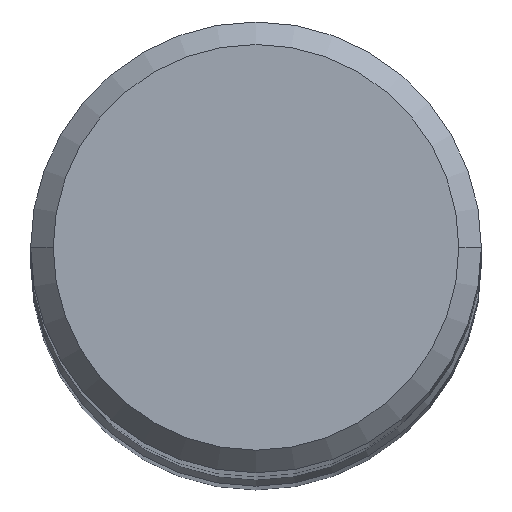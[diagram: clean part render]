
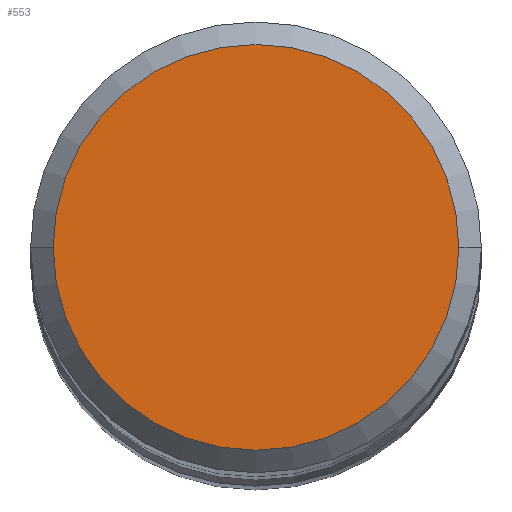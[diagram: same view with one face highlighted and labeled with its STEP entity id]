
A CAD part, top view. The second image highlights one B-rep face of the part: STEP entity #553.
In plain terms, the highlighted planar face has unit normal (0, 0, 1).
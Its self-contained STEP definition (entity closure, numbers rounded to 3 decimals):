
#220=CARTESIAN_POINT('',(0.,0.,36.));
#221=DIRECTION('',(0.,0.,1.));
#222=DIRECTION('',(-1.,0.,0.));
#223=AXIS2_PLACEMENT_3D('',#220,#221,#222);
#228=CARTESIAN_POINT('',(0.,0.,36.));
#229=DIRECTION('',(0.,0.,-1.));
#230=DIRECTION('',(-1.,0.,0.));
#231=AXIS2_PLACEMENT_3D('',#228,#229,#230);
#258=CARTESIAN_POINT('',(-3.15,0.,36.));
#259=VERTEX_POINT('',#258);
#268=CARTESIAN_POINT('',(3.15,0.,36.));
#269=VERTEX_POINT('',#268);
#544=CARTESIAN_POINT('',(0.,0.,36.));
#545=DIRECTION('',(0.,0.,-1.));
#546=DIRECTION('',(1.,0.,0.));
#547=AXIS2_PLACEMENT_3D('',#544,#545,#546);
#548=PLANE('',#547);
#549=ORIENTED_EDGE('',*,*,#530,.F.);
#550=ORIENTED_EDGE('',*,*,#512,.T.);
#551=EDGE_LOOP('',(#549,#550));
#552=FACE_OUTER_BOUND('',#551,.F.);
#553=ADVANCED_FACE('',(#552),#548,.F.);
#224=CIRCLE('',#223,3.15);
#232=CIRCLE('',#231,3.15);
#512=EDGE_CURVE('',#259,#269,#232,.T.);
#530=EDGE_CURVE('',#259,#269,#224,.T.);
